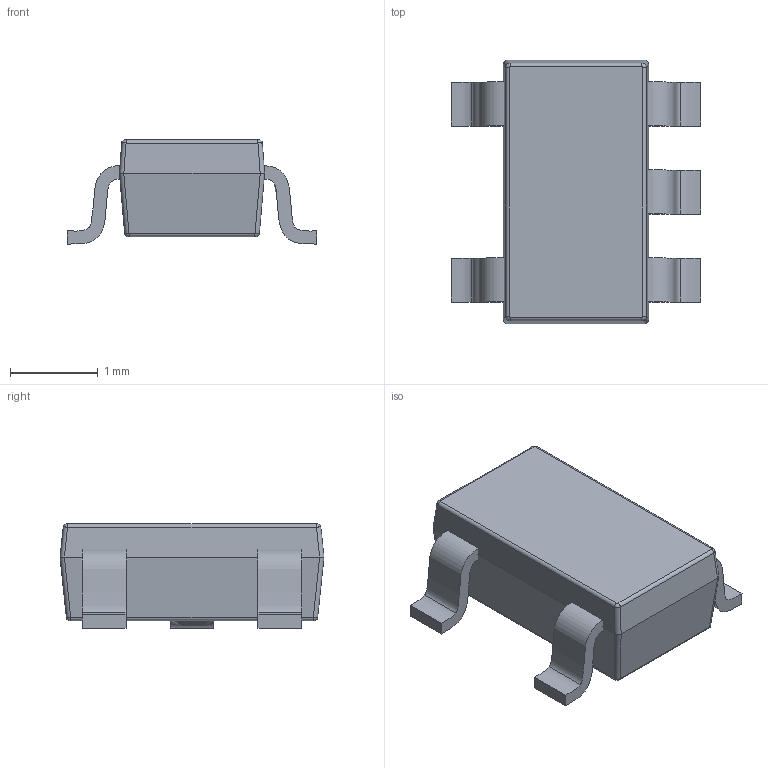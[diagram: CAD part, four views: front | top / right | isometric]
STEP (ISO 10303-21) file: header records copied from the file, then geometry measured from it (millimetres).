
FILE_DESCRIPTION(/* description */ (''),/* implementation_level */ '2;1');
FILE_NAME(/* name */ 'SOT23-5 v2.step',/* time_stamp */ '2019-12-10T15:22:14+00:00',/* author */ (''),/* organization */ (''),/* preprocessor_version */ 'ST-DEVELOPER v18',/* originating_system */ 'Autodesk Translation Framework v8.12.0.6',/* authorisation */ '');
FILE_SCHEMA (('AUTOMOTIVE_DESIGN { 1 0 10303 214 3 1 1 }'));
Length unit declared in the file: millimetre
Products named in the file (1): SOT23-5
Bounding box: 2.84 x 3 x 1.18 mm (x, y, z)
Volume: 5.6 mm3; surface area: 27.1 mm2
Topology: 6 solids, 6 shells, 69 faces, 147 edges, 90 vertices
Faces by surface type: plane 30, bspline 23, cylinder 16
Entity records: 3101 total; most frequent: CARTESIAN_POINT 1718, ORIENTED_EDGE 294, DIRECTION 223, EDGE_CURVE 147, VERTEX_POINT 90, LINE 81, VECTOR 81, AXIS2_PLACEMENT_3D 71
